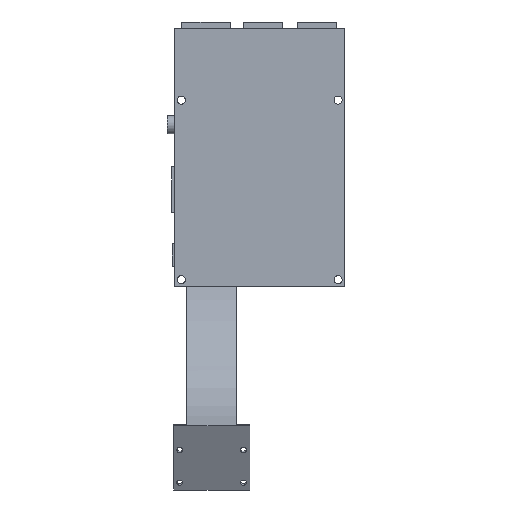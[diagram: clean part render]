
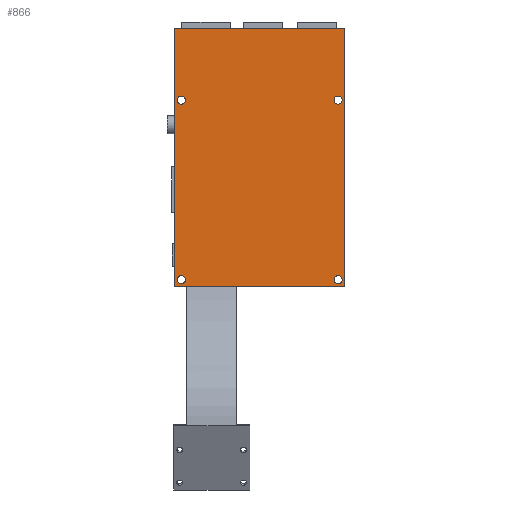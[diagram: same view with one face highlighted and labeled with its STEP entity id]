
A CAD part, front view. The second image highlights one B-rep face of the part: STEP entity #866.
In plain terms, the highlighted planar face has unit normal (0, -1, 0).
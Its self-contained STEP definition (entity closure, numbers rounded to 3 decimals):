
#197 = EDGE_LOOP ( 'NONE', ( #5322, #7112, #12206, #11630 ) ) ;
#213 = VERTEX_POINT ( 'NONE', #4720 ) ;
#283 = FACE_BOUND ( 'NONE', #3847, .T. ) ;
#345 = ORIENTED_EDGE ( 'NONE', *, *, #4669, .T. ) ;
#359 = EDGE_CURVE ( 'NONE', #7356, #2084, #8584, .T. ) ;
#440 = CARTESIAN_POINT ( 'NONE',  ( -28., 0., 48.356 ) ) ;
#718 = AXIS2_PLACEMENT_3D ( 'NONE', #2434, #6690, #10956 ) ;
#786 = AXIS2_PLACEMENT_3D ( 'NONE', #13648, #6320, #10436 ) ;
#866 = ADVANCED_FACE ( 'NONE', ( #1410, #10054, #283, #6706, #12994 ), #10974, .F. ) ;
#881 = CARTESIAN_POINT ( 'NONE',  ( -25.8, 0., 24.656 ) ) ;
#1410 = FACE_BOUND ( 'NONE', #5039, .T. ) ;
#1548 = DIRECTION ( 'NONE',  ( 0., 1., 0. ) ) ;
#1585 = EDGE_CURVE ( 'NONE', #12442, #13409, #6590, .T. ) ;
#1656 = DIRECTION ( 'NONE',  ( 0., 0., -1. ) ) ;
#1707 = DIRECTION ( 'NONE',  ( 0., 1., 0. ) ) ;
#1943 = EDGE_CURVE ( 'NONE', #2946, #2604, #4926, .T. ) ;
#2084 = VERTEX_POINT ( 'NONE', #3181 ) ;
#2392 = CARTESIAN_POINT ( 'NONE',  ( 28., 0., -36.644 ) ) ;
#2434 = CARTESIAN_POINT ( 'NONE',  ( 25.8, 0., -34.444 ) ) ;
#2568 = AXIS2_PLACEMENT_3D ( 'NONE', #5285, #12755, #10663 ) ;
#2604 = VERTEX_POINT ( 'NONE', #12030 ) ;
#2880 = DIRECTION ( 'NONE',  ( 0., 0., 1. ) ) ;
#2941 = VERTEX_POINT ( 'NONE', #12860 ) ;
#2946 = VERTEX_POINT ( 'NONE', #12923 ) ;
#3085 = DIRECTION ( 'NONE',  ( 0., 1., 0. ) ) ;
#3170 = CIRCLE ( 'NONE', #718, 1.35 ) ;
#3181 = CARTESIAN_POINT ( 'NONE',  ( 25.8, 0., 26.006 ) ) ;
#3354 = VERTEX_POINT ( 'NONE', #4493 ) ;
#3427 = VERTEX_POINT ( 'NONE', #11143 ) ;
#3636 = CARTESIAN_POINT ( 'NONE',  ( 0., 0., 0. ) ) ;
#3752 = EDGE_CURVE ( 'NONE', #213, #2946, #9092, .T. ) ;
#3847 = EDGE_LOOP ( 'NONE', ( #345, #8179 ) ) ;
#3901 = EDGE_LOOP ( 'NONE', ( #5724, #7296 ) ) ;
#3936 = AXIS2_PLACEMENT_3D ( 'NONE', #3636, #1548, #4459 ) ;
#3985 = EDGE_CURVE ( 'NONE', #3427, #213, #8180, .T. ) ;
#3986 = ORIENTED_EDGE ( 'NONE', *, *, #8237, .T. ) ;
#4199 = CARTESIAN_POINT ( 'NONE',  ( -25.8, 0., 24.656 ) ) ;
#4289 = CIRCLE ( 'NONE', #10996, 1.35 ) ;
#4459 = DIRECTION ( 'NONE',  ( 0., 0., 1. ) ) ;
#4493 = CARTESIAN_POINT ( 'NONE',  ( -25.8, 0., 26.006 ) ) ;
#4669 = EDGE_CURVE ( 'NONE', #3354, #10066, #13645, .T. ) ;
#4668 = EDGE_CURVE ( 'NONE', #13409, #12442, #3170, .T. ) ;
#4720 = CARTESIAN_POINT ( 'NONE',  ( -28., 0., 48.356 ) ) ;
#4904 = DIRECTION ( 'NONE',  ( 0., 0., 1. ) ) ;
#4926 = LINE ( 'NONE', #10310, #7939 ) ;
#4994 = CIRCLE ( 'NONE', #12813, 1.35 ) ;
#5039 = EDGE_LOOP ( 'NONE', ( #3986, #12720 ) ) ;
#5107 = EDGE_CURVE ( 'NONE', #10066, #3354, #4289, .T. ) ;
#5222 = EDGE_LOOP ( 'NONE', ( #10252, #13159 ) ) ;
#5285 = CARTESIAN_POINT ( 'NONE',  ( 25.8, 0., 24.656 ) ) ;
#5322 = ORIENTED_EDGE ( 'NONE', *, *, #10517, .F. ) ;
#5438 = CARTESIAN_POINT ( 'NONE',  ( -25.8, 0., -35.794 ) ) ;
#5587 = AXIS2_PLACEMENT_3D ( 'NONE', #7005, #1707, #4904 ) ;
#5724 = ORIENTED_EDGE ( 'NONE', *, *, #1585, .T. ) ;
#5781 = DIRECTION ( 'NONE',  ( 0., 1., 0. ) ) ;
#5842 = AXIS2_PLACEMENT_3D ( 'NONE', #881, #10383, #10522 ) ;
#6029 = CIRCLE ( 'NONE', #5587, 1.35 ) ;
#6320 = DIRECTION ( 'NONE',  ( 0., 1., 0. ) ) ;
#6329 = DIRECTION ( 'NONE',  ( 0., 0., 1. ) ) ;
#6590 = CIRCLE ( 'NONE', #12835, 1.35 ) ;
#6646 = DIRECTION ( 'NONE',  ( -1., 0., 0. ) ) ;
#6661 = CARTESIAN_POINT ( 'NONE',  ( 25.8, 0., -35.794 ) ) ;
#6690 = DIRECTION ( 'NONE',  ( 0., 1., 0. ) ) ;
#6706 = FACE_BOUND ( 'NONE', #3901, .T. ) ;
#6732 = CARTESIAN_POINT ( 'NONE',  ( -25.8, 0., 23.306 ) ) ;
#7005 = CARTESIAN_POINT ( 'NONE',  ( 25.8, 0., 24.656 ) ) ;
#7112 = ORIENTED_EDGE ( 'NONE', *, *, #1943, .F. ) ;
#7296 = ORIENTED_EDGE ( 'NONE', *, *, #4668, .T. ) ;
#7356 = VERTEX_POINT ( 'NONE', #7966 ) ;
#7658 = CARTESIAN_POINT ( 'NONE',  ( 25.8, 0., -33.094 ) ) ;
#7939 = VECTOR ( 'NONE', #1656, 1000. ) ;
#7966 = CARTESIAN_POINT ( 'NONE',  ( 25.8, 0., 23.306 ) ) ;
#8014 = DIRECTION ( 'NONE',  ( 0., 0., 1. ) ) ;
#8179 = ORIENTED_EDGE ( 'NONE', *, *, #5107, .T. ) ;
#8180 = LINE ( 'NONE', #12443, #11836 ) ;
#8237 = EDGE_CURVE ( 'NONE', #2941, #10683, #9933, .T. ) ;
#8420 = DIRECTION ( 'NONE',  ( 0., 1., 0. ) ) ;
#8584 = CIRCLE ( 'NONE', #2568, 1.35 ) ;
#8882 = EDGE_CURVE ( 'NONE', #10683, #2941, #4994, .T. ) ;
#9092 = LINE ( 'NONE', #440, #12292 ) ;
#9133 = CARTESIAN_POINT ( 'NONE',  ( -25.8, 0., -34.444 ) ) ;
#9773 = VECTOR ( 'NONE', #6646, 1000. ) ;
#9857 = LINE ( 'NONE', #2392, #9773 ) ;
#9933 = CIRCLE ( 'NONE', #786, 1.35 ) ;
#10054 = FACE_BOUND ( 'NONE', #5222, .T. ) ;
#10066 = VERTEX_POINT ( 'NONE', #6732 ) ;
#10252 = ORIENTED_EDGE ( 'NONE', *, *, #12842, .T. ) ;
#10310 = CARTESIAN_POINT ( 'NONE',  ( 28., 0., 48.356 ) ) ;
#10383 = DIRECTION ( 'NONE',  ( 0., 1., 0. ) ) ;
#10436 = DIRECTION ( 'NONE',  ( 0., 0., 1. ) ) ;
#10517 = EDGE_CURVE ( 'NONE', #2604, #3427, #9857, .T. ) ;
#10522 = DIRECTION ( 'NONE',  ( 0., 0., 1. ) ) ;
#10663 = DIRECTION ( 'NONE',  ( 0., 0., 1. ) ) ;
#10683 = VERTEX_POINT ( 'NONE', #5438 ) ;
#10956 = DIRECTION ( 'NONE',  ( 0., 0., 1. ) ) ;
#10974 = PLANE ( 'NONE',  #3936 ) ;
#10996 = AXIS2_PLACEMENT_3D ( 'NONE', #4199, #3085, #12798 ) ;
#11131 = DIRECTION ( 'NONE',  ( 1., 0., 0. ) ) ;
#11143 = CARTESIAN_POINT ( 'NONE',  ( -28., 0., -36.644 ) ) ;
#11630 = ORIENTED_EDGE ( 'NONE', *, *, #3985, .F. ) ;
#11836 = VECTOR ( 'NONE', #2880, 1000. ) ;
#12030 = CARTESIAN_POINT ( 'NONE',  ( 28., 0., -36.644 ) ) ;
#12206 = ORIENTED_EDGE ( 'NONE', *, *, #3752, .F. ) ;
#12292 = VECTOR ( 'NONE', #11131, 1000. ) ;
#12442 = VERTEX_POINT ( 'NONE', #7658 ) ;
#12443 = CARTESIAN_POINT ( 'NONE',  ( -28., 0., -36.644 ) ) ;
#12540 = CARTESIAN_POINT ( 'NONE',  ( 25.8, 0., -34.444 ) ) ;
#12720 = ORIENTED_EDGE ( 'NONE', *, *, #8882, .T. ) ;
#12755 = DIRECTION ( 'NONE',  ( 0., 1., 0. ) ) ;
#12798 = DIRECTION ( 'NONE',  ( 0., 0., 1. ) ) ;
#12813 = AXIS2_PLACEMENT_3D ( 'NONE', #9133, #5781, #8014 ) ;
#12835 = AXIS2_PLACEMENT_3D ( 'NONE', #12540, #8420, #6329 ) ;
#12842 = EDGE_CURVE ( 'NONE', #2084, #7356, #6029, .T. ) ;
#12860 = CARTESIAN_POINT ( 'NONE',  ( -25.8, 0., -33.094 ) ) ;
#12923 = CARTESIAN_POINT ( 'NONE',  ( 28., 0., 48.356 ) ) ;
#12994 = FACE_OUTER_BOUND ( 'NONE', #197, .T. ) ;
#13159 = ORIENTED_EDGE ( 'NONE', *, *, #359, .T. ) ;
#13409 = VERTEX_POINT ( 'NONE', #6661 ) ;
#13645 = CIRCLE ( 'NONE', #5842, 1.35 ) ;
#13648 = CARTESIAN_POINT ( 'NONE',  ( -25.8, 0., -34.444 ) ) ;
